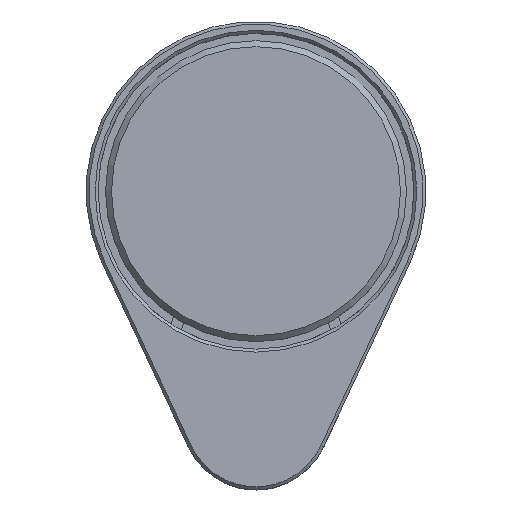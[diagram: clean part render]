
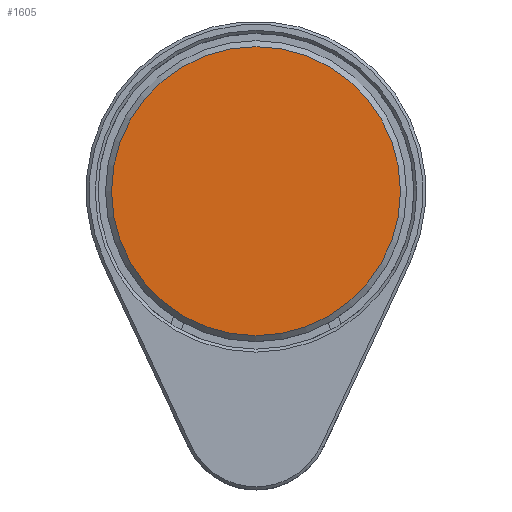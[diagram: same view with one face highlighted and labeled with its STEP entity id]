
A CAD part, top view. The second image highlights one B-rep face of the part: STEP entity #1605.
In plain terms, the highlighted planar face has unit normal (0, 0, 1).
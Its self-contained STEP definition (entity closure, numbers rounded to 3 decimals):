
#389=PLANE('',#1803);
#477=FACE_OUTER_BOUND('',#571,.T.);
#571=EDGE_LOOP('',(#1491));
#655=CIRCLE('',#1802,9.675);
#804=VERTEX_POINT('',#2850);
#1034=EDGE_CURVE('',#804,#804,#655,.T.);
#1491=ORIENTED_EDGE('',*,*,#1034,.F.);
#1605=ADVANCED_FACE('',(#477),#389,.T.);
#1802=AXIS2_PLACEMENT_3D('',#2851,#2274,#2275);
#1803=AXIS2_PLACEMENT_3D('',#2853,#2277,#2278);
#2274=DIRECTION('center_axis',(0.,0.,-1.));
#2275=DIRECTION('ref_axis',(-1.,0.,0.));
#2277=DIRECTION('center_axis',(0.,0.,1.));
#2278=DIRECTION('ref_axis',(1.,0.,0.));
#2850=CARTESIAN_POINT('',(9.675,0.,9.));
#2851=CARTESIAN_POINT('Origin',(0.,0.,9.));
#2853=CARTESIAN_POINT('Origin',(0.,0.,9.));
